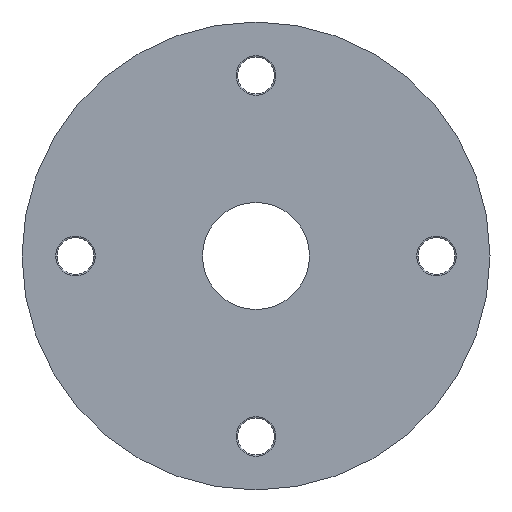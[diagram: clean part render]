
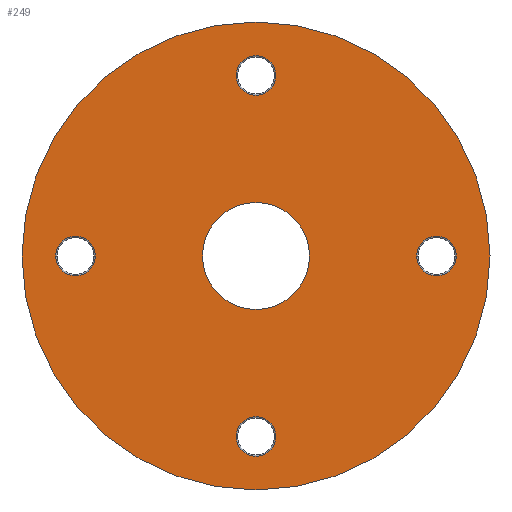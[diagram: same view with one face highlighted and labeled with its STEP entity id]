
A CAD part, front view. The second image highlights one B-rep face of the part: STEP entity #249.
In plain terms, the highlighted planar face has unit normal (0, -1, 0).
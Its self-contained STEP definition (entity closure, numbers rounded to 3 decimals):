
#249=ADVANCED_FACE('NONE',(#498,#499,#500,#501,#502,#503),#504,.T.);
#498=FACE_OUTER_BOUND('',#769,.T.);
#499=FACE_BOUND('',#770,.T.);
#500=FACE_BOUND('',#771,.T.);
#501=FACE_BOUND('',#772,.T.);
#502=FACE_BOUND('',#773,.T.);
#503=FACE_BOUND('',#774,.T.);
#504=PLANE('',#775);
#769=EDGE_LOOP('',(#1461,#1462));
#770=EDGE_LOOP('',(#1463,#1464));
#771=EDGE_LOOP('',(#1465,#1466));
#772=EDGE_LOOP('',(#1467,#1468));
#773=EDGE_LOOP('',(#1469,#1470));
#774=EDGE_LOOP('',(#1471,#1472));
#775=AXIS2_PLACEMENT_3D('',#1473,#1474,#1475);
#1461=ORIENTED_EDGE('',*,*,#1928,.F.);
#1462=ORIENTED_EDGE('',*,*,#1932,.F.);
#1463=ORIENTED_EDGE('',*,*,#1947,.T.);
#1464=ORIENTED_EDGE('',*,*,#1839,.T.);
#1465=ORIENTED_EDGE('',*,*,#1948,.T.);
#1466=ORIENTED_EDGE('',*,*,#1834,.T.);
#1467=ORIENTED_EDGE('',*,*,#1949,.T.);
#1468=ORIENTED_EDGE('',*,*,#1829,.T.);
#1469=ORIENTED_EDGE('',*,*,#1950,.T.);
#1470=ORIENTED_EDGE('',*,*,#1824,.T.);
#1471=ORIENTED_EDGE('',*,*,#1951,.F.);
#1472=ORIENTED_EDGE('',*,*,#1907,.F.);
#1473=CARTESIAN_POINT('',(35.0,0.,69.974));
#1474=DIRECTION('',(0.,-1.0,0.));
#1475=DIRECTION('',(-1.0,0.0,0.));
#1824=EDGE_CURVE('NONE',#2139,#2140,#2141,.T.);
#1829=EDGE_CURVE('NONE',#2148,#2149,#2150,.T.);
#1834=EDGE_CURVE('NONE',#2157,#2158,#2159,.T.);
#1839=EDGE_CURVE('NONE',#2166,#2167,#2168,.T.);
#1907=EDGE_CURVE('NONE',#2275,#2277,#2278,.T.);
#1928=EDGE_CURVE('NONE',#2307,#2308,#2309,.T.);
#1932=EDGE_CURVE('NONE',#2308,#2307,#2313,.T.);
#1947=EDGE_CURVE('NONE',#2167,#2166,#2330,.T.);
#1948=EDGE_CURVE('NONE',#2158,#2157,#2331,.T.);
#1949=EDGE_CURVE('NONE',#2149,#2148,#2332,.T.);
#1950=EDGE_CURVE('NONE',#2140,#2139,#2333,.T.);
#1951=EDGE_CURVE('NONE',#2277,#2275,#2334,.T.);
#2139=VERTEX_POINT('NONE',#2576);
#2140=VERTEX_POINT('NONE',#2577);
#2141=CIRCLE('',#2578,2.95);
#2148=VERTEX_POINT('NONE',#2585);
#2149=VERTEX_POINT('NONE',#2586);
#2150=CIRCLE('',#2587,2.95);
#2157=VERTEX_POINT('NONE',#2594);
#2158=VERTEX_POINT('NONE',#2595);
#2159=CIRCLE('',#2596,2.95);
#2166=VERTEX_POINT('NONE',#2603);
#2167=VERTEX_POINT('NONE',#2604);
#2168=CIRCLE('',#2605,2.95);
#2275=VERTEX_POINT('NONE',#2811);
#2277=VERTEX_POINT('NONE',#2814);
#2278=CIRCLE('',#2815,8.);
#2307=VERTEX_POINT('NONE',#2899);
#2308=VERTEX_POINT('NONE',#2900);
#2309=CIRCLE('',#2901,35.);
#2313=CIRCLE('',#2907,35.);
#2330=CIRCLE('',#2943,2.95);
#2331=CIRCLE('',#2944,2.95);
#2332=CIRCLE('',#2945,2.95);
#2333=CIRCLE('',#2946,2.95);
#2334=CIRCLE('',#2947,8.);
#2576=CARTESIAN_POINT('',(59.05,0.,34.974));
#2577=CARTESIAN_POINT('',(64.95,0.,34.974));
#2578=AXIS2_PLACEMENT_3D('',#3174,#3175,#3176);
#2585=CARTESIAN_POINT('',(32.05,0.,7.974));
#2586=CARTESIAN_POINT('',(37.95,0.,7.974));
#2587=AXIS2_PLACEMENT_3D('',#3186,#3187,#3188);
#2594=CARTESIAN_POINT('',(5.05,0.,34.974));
#2595=CARTESIAN_POINT('',(10.95,0.,34.974));
#2596=AXIS2_PLACEMENT_3D('',#3198,#3199,#3200);
#2603=CARTESIAN_POINT('',(32.05,0.,61.974));
#2604=CARTESIAN_POINT('',(37.95,0.,61.974));
#2605=AXIS2_PLACEMENT_3D('',#3210,#3211,#3212);
#2811=CARTESIAN_POINT('',(27.,0.,34.974));
#2814=CARTESIAN_POINT('',(43.,0.,34.974));
#2815=AXIS2_PLACEMENT_3D('',#3318,#3319,#3320);
#2899=CARTESIAN_POINT('',(0.,0.,34.974));
#2900=CARTESIAN_POINT('',(70.,0.,34.974));
#2901=AXIS2_PLACEMENT_3D('',#3347,#3348,#3349);
#2907=AXIS2_PLACEMENT_3D('',#3352,#3353,#3354);
#2943=AXIS2_PLACEMENT_3D('',#3379,#3380,#3381);
#2944=AXIS2_PLACEMENT_3D('',#3382,#3383,#3384);
#2945=AXIS2_PLACEMENT_3D('',#3385,#3386,#3387);
#2946=AXIS2_PLACEMENT_3D('',#3388,#3389,#3390);
#2947=AXIS2_PLACEMENT_3D('',#3391,#3392,#3393);
#3174=CARTESIAN_POINT('',(62.0,0.,34.974));
#3175=DIRECTION('',(0.,1.0,0.0));
#3176=DIRECTION('',(1.0,0.,0.0));
#3186=CARTESIAN_POINT('',(35.0,0.,7.974));
#3187=DIRECTION('',(0.,1.0,0.0));
#3188=DIRECTION('',(1.0,0.,0.0));
#3198=CARTESIAN_POINT('',(8.,0.,34.974));
#3199=DIRECTION('',(0.,1.0,0.0));
#3200=DIRECTION('',(1.0,0.,0.0));
#3210=CARTESIAN_POINT('',(35.0,0.,61.974));
#3211=DIRECTION('',(0.,1.0,0.0));
#3212=DIRECTION('',(1.0,0.,0.0));
#3318=CARTESIAN_POINT('',(35.0,0.,34.974));
#3319=DIRECTION('',(0.0,-1.0,0.0));
#3320=DIRECTION('',(1.0,0.0,0.0));
#3347=CARTESIAN_POINT('',(35.0,0.,34.974));
#3348=DIRECTION('',(0.,1.0,0.0));
#3349=DIRECTION('',(-1.0,0.,0.0));
#3352=CARTESIAN_POINT('',(35.0,0.,34.974));
#3353=DIRECTION('',(0.,1.0,0.0));
#3354=DIRECTION('',(-1.0,0.,0.0));
#3379=CARTESIAN_POINT('',(35.0,0.,61.974));
#3380=DIRECTION('',(0.,1.0,0.0));
#3381=DIRECTION('',(1.0,0.,0.0));
#3382=CARTESIAN_POINT('',(8.,0.,34.974));
#3383=DIRECTION('',(0.,1.0,0.0));
#3384=DIRECTION('',(1.0,0.,0.0));
#3385=CARTESIAN_POINT('',(35.0,0.,7.974));
#3386=DIRECTION('',(0.,1.0,0.0));
#3387=DIRECTION('',(1.0,0.,0.0));
#3388=CARTESIAN_POINT('',(62.0,0.,34.974));
#3389=DIRECTION('',(0.,1.0,0.0));
#3390=DIRECTION('',(1.0,0.,0.0));
#3391=CARTESIAN_POINT('',(35.0,0.,34.974));
#3392=DIRECTION('',(0.0,-1.0,0.0));
#3393=DIRECTION('',(1.0,0.0,0.0));
